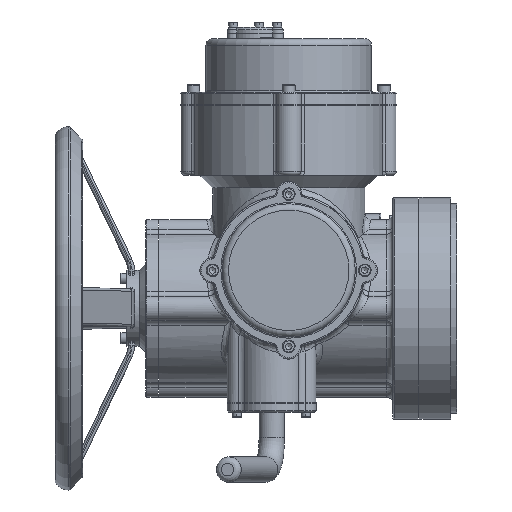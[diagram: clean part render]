
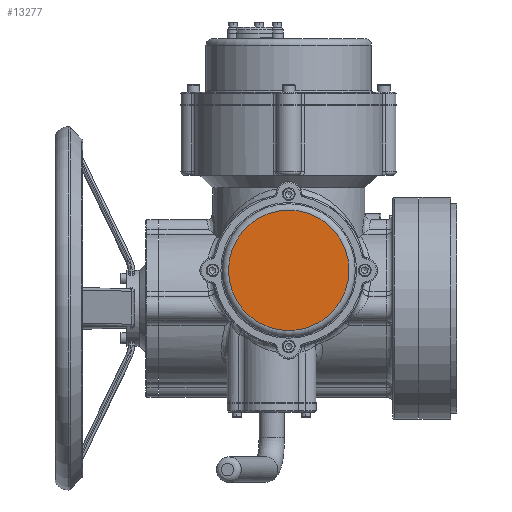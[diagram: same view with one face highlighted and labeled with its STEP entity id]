
A CAD part, left-side view. The second image highlights one B-rep face of the part: STEP entity #13277.
In plain terms, the highlighted planar face has unit normal (-1, 0, 0).
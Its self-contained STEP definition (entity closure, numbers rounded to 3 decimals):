
#1275=CIRCLE('',#14742,47.5);
#2935=FACE_OUTER_BOUND('',#3762,.T.);
#3762=EDGE_LOOP('',(#10764));
#6402=VERTEX_POINT('',#26663);
#7992=EDGE_CURVE('',#6402,#6402,#1275,.T.);
#10764=ORIENTED_EDGE('',*,*,#7992,.F.);
#12706=PLANE('',#14744);
#13277=ADVANCED_FACE('',(#2935),#12706,.T.);
#14742=AXIS2_PLACEMENT_3D('',#26664,#17739,#17740);
#14744=AXIS2_PLACEMENT_3D('',#26666,#17743,#17744);
#17739=DIRECTION('center_axis',(1.,0.,0.));
#17740=DIRECTION('ref_axis',(0.,0.,-1.));
#17743=DIRECTION('center_axis',(-1.,0.,0.));
#17744=DIRECTION('ref_axis',(0.,0.,1.));
#26663=CARTESIAN_POINT('',(-269.5,117.67,-17.5));
#26664=CARTESIAN_POINT('Origin',(-269.5,117.67,30.));
#26666=CARTESIAN_POINT('Origin',(-269.5,117.67,30.));
